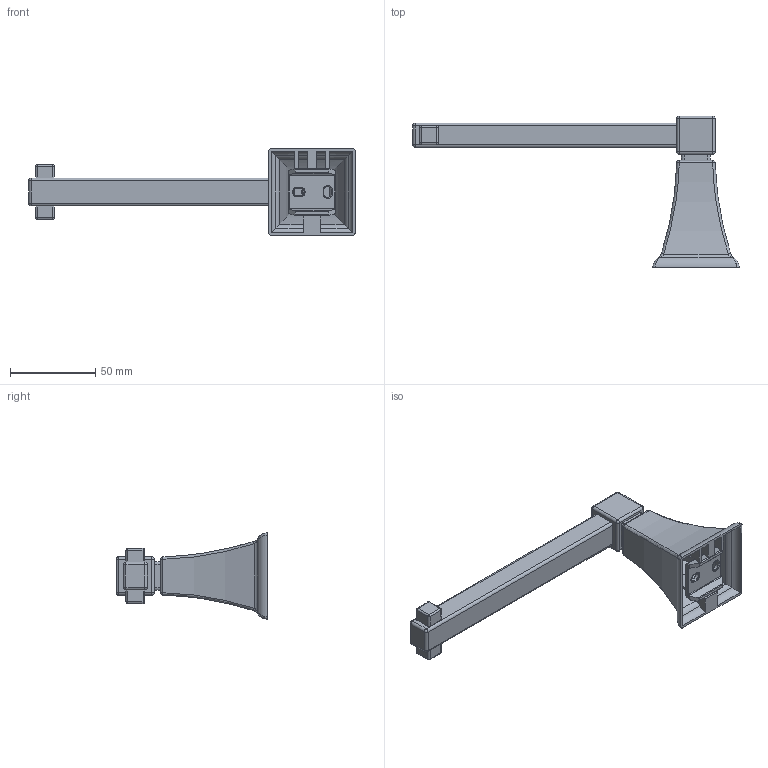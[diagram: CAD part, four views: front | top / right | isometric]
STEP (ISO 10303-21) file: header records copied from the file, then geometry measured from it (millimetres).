
FILE_DESCRIPTION((''),'2;1');
FILE_NAME('81-27_ASM','2015-07-23T',('rsmith'),(''),'PRO/ENGINEER BY PARAMETRIC TECHNOLOGY CORPORATION, 2013150','PRO/ENGINEER BY PARAMETRIC TECHNOLOGY CORPORATION, 2013150','');
FILE_SCHEMA(('CONFIG_CONTROL_DESIGN'));
Length unit declared in the file: millimetre
Products named in the file (11): CCDB0155; CCDB0158; CTST0142; CTST0116; CCKT0030; CTST0224; CCDB0160; CCDB0161; CCDB0162; CTST0050; 81-27_ASM
Assembly tree (10 placements, depth 2):
  81-27_ASM
    CCDB0155
    CCDB0158
    CTST0142
    CTST0116
    CCKT0030
    CTST0224
    CCDB0160
    CCDB0161
    CCDB0162
    CTST0050
Bounding box: 191.65 x 89 x 50.8 mm (x, y, z)
Volume: 69590.2 mm3; surface area: 37834.9 mm2
Topology: 10 solids, 15 shells, 404 faces, 1014 edges, 615 vertices
Faces by surface type: cylinder 158, plane 146, cone 34, sphere 26, bspline 20, torus 20
Entity records: 14207 total; most frequent: CARTESIAN_POINT 4403, DIRECTION 2085, ORIENTED_EDGE 1940, EDGE_CURVE 983, AXIS2_PLACEMENT_3D 792, VERTEX_POINT 615, VECTOR 501, LINE 501
